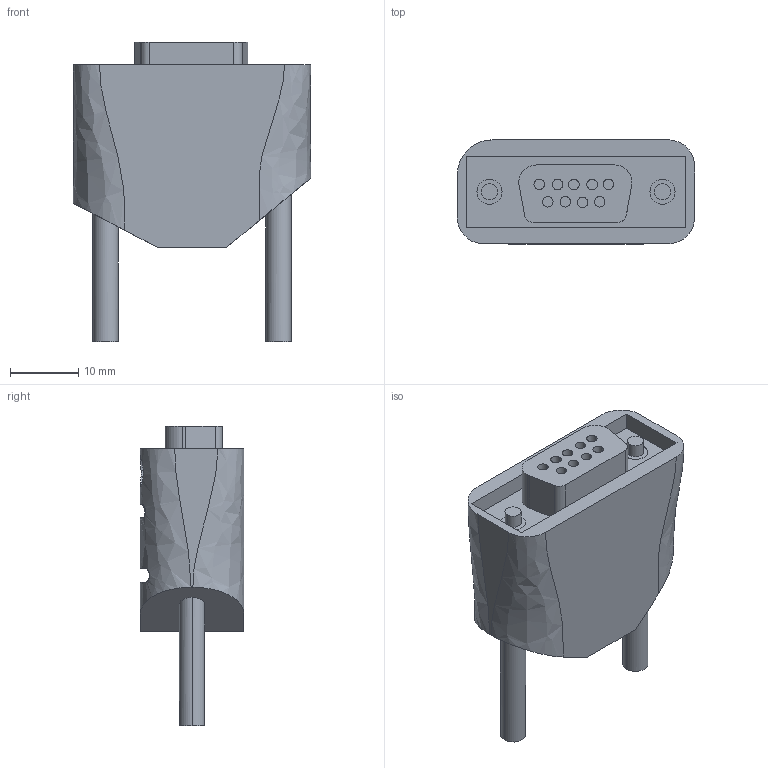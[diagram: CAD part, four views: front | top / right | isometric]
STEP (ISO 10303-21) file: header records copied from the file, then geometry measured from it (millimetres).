
FILE_DESCRIPTION (( 'STEP AP214' ), '1' );
FILE_NAME ('XSD-9-s-atm.step', '2017-07-10T06:50:48', ( 'install' ), ( '' ), 'SwSTEP 2.0', 'SolidWorks 2015', '' );
FILE_SCHEMA (( 'AUTOMOTIVE_DESIGN' ));
Length unit declared in the file: inch
Products named in the file (1): XSD-9-s-atm
Bounding box: 34.8 x 15.24 x 43.94 mm (x, y, z)
Volume: 11842.7 mm3; surface area: 4648.4 mm2
Topology: 1 solids, 1 shells, 149 faces, 369 edges, 246 vertices
Faces by surface type: plane 86, cylinder 59, bspline 4
Entity records: 4766 total; most frequent: CARTESIAN_POINT 1192, ORIENTED_EDGE 738, DIRECTION 718, EDGE_CURVE 369, AXIS2_PLACEMENT_3D 252, VERTEX_POINT 246, VECTOR 214, LINE 214
